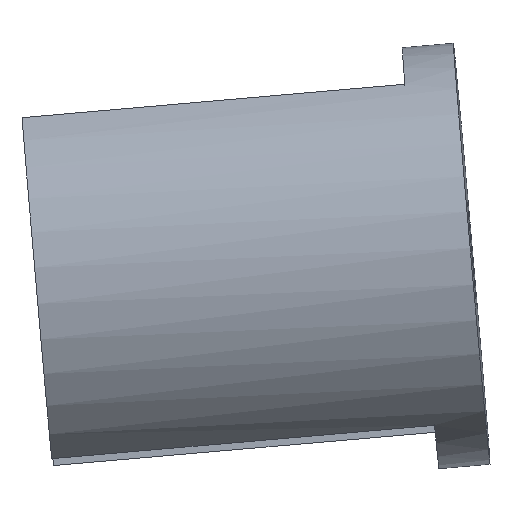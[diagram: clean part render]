
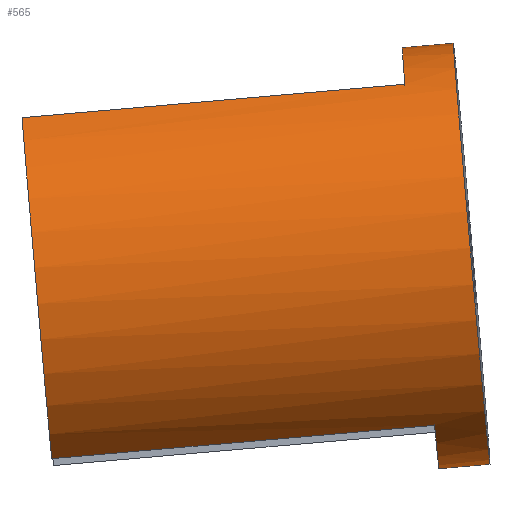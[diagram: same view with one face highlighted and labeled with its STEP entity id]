
A CAD part, top view. The second image highlights one B-rep face of the part: STEP entity #565.
In plain terms, the highlighted cylindrical face has radius 8.25 mm (diameter 16.5 mm), a partial arc.
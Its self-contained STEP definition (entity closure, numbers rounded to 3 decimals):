
#6 = VERTEX_POINT ( 'NONE', #338 ) ;
#11 = CARTESIAN_POINT ( 'NONE',  ( 0., 2., -8.25 ) ) ;
#12 = VERTEX_POINT ( 'NONE', #94 ) ;
#21 = EDGE_CURVE ( 'NONE', #616, #6, #533, .T. ) ;
#23 = CIRCLE ( 'NONE', #112, 8.25 ) ;
#31 = CARTESIAN_POINT ( 'NONE',  ( 0., 2., 8.25 ) ) ;
#53 = CARTESIAN_POINT ( 'NONE',  ( 0., 17., 0. ) ) ;
#81 = DIRECTION ( 'NONE',  ( 0., -1., 0. ) ) ;
#94 = CARTESIAN_POINT ( 'NONE',  ( 0., 0., -8.25 ) ) ;
#99 = EDGE_CURVE ( 'NONE', #562, #182, #100, .T. ) ;
#100 = LINE ( 'NONE', #539, #635 ) ;
#112 = AXIS2_PLACEMENT_3D ( 'NONE', #53, #498, #159 ) ;
#126 = ORIENTED_EDGE ( 'NONE', *, *, #190, .T. ) ;
#152 = EDGE_CURVE ( 'NONE', #6, #179, #199, .T. ) ;
#157 = AXIS2_PLACEMENT_3D ( 'NONE', #215, #596, #249 ) ;
#159 = DIRECTION ( 'NONE',  ( 0., 0., 1. ) ) ;
#160 = CARTESIAN_POINT ( 'NONE',  ( -4.837, 2., -6.683 ) ) ;
#161 = CARTESIAN_POINT ( 'NONE',  ( 0., 0., 8.25 ) ) ;
#169 = EDGE_CURVE ( 'NONE', #562, #616, #23, .T. ) ;
#179 = VERTEX_POINT ( 'NONE', #265 ) ;
#182 = VERTEX_POINT ( 'NONE', #160 ) ;
#185 = LINE ( 'NONE', #31, #242 ) ;
#190 = EDGE_CURVE ( 'NONE', #12, #232, #387, .T. ) ;
#191 = FACE_OUTER_BOUND ( 'NONE', #366, .T. ) ;
#196 = VECTOR ( 'NONE', #501, 1000. ) ;
#199 = CIRCLE ( 'NONE', #308, 8.25 ) ;
#215 = CARTESIAN_POINT ( 'NONE',  ( 0., 0., 0. ) ) ;
#226 = AXIS2_PLACEMENT_3D ( 'NONE', #388, #578, #293 ) ;
#232 = VERTEX_POINT ( 'NONE', #161 ) ;
#234 = ORIENTED_EDGE ( 'NONE', *, *, #448, .F. ) ;
#235 = CARTESIAN_POINT ( 'NONE',  ( -4.837, 17., -6.683 ) ) ;
#241 = CARTESIAN_POINT ( 'NONE',  ( -4.837, 17., 6.683 ) ) ;
#242 = VECTOR ( 'NONE', #81, 1000. ) ;
#246 = CARTESIAN_POINT ( 'NONE',  ( 0., 2., 0. ) ) ;
#249 = DIRECTION ( 'NONE',  ( 0., 0., 1. ) ) ;
#251 = EDGE_CURVE ( 'NONE', #360, #12, #305, .T. ) ;
#257 = VECTOR ( 'NONE', #298, 1000. ) ;
#265 = CARTESIAN_POINT ( 'NONE',  ( 0., 2., 8.25 ) ) ;
#293 = DIRECTION ( 'NONE',  ( 0., 0., -1. ) ) ;
#298 = DIRECTION ( 'NONE',  ( 0., -1., 0. ) ) ;
#305 = LINE ( 'NONE', #11, #196 ) ;
#308 = AXIS2_PLACEMENT_3D ( 'NONE', #246, #449, #532 ) ;
#338 = CARTESIAN_POINT ( 'NONE',  ( -4.837, 2., 6.683 ) ) ;
#340 = CYLINDRICAL_SURFACE ( 'NONE', #226, 8.25 ) ;
#360 = VERTEX_POINT ( 'NONE', #544 ) ;
#366 = EDGE_LOOP ( 'NONE', ( #234, #420, #424, #630, #484, #580, #557, #126 ) ) ;
#387 = CIRCLE ( 'NONE', #157, 8.25 ) ;
#388 = CARTESIAN_POINT ( 'NONE',  ( 0., 2., 0. ) ) ;
#398 = DIRECTION ( 'NONE',  ( 0., -1., 0. ) ) ;
#420 = ORIENTED_EDGE ( 'NONE', *, *, #152, .F. ) ;
#424 = ORIENTED_EDGE ( 'NONE', *, *, #21, .F. ) ;
#448 = EDGE_CURVE ( 'NONE', #179, #232, #185, .T. ) ;
#449 = DIRECTION ( 'NONE',  ( 0., 1., 0. ) ) ;
#475 = CARTESIAN_POINT ( 'NONE',  ( 0., 2., 0. ) ) ;
#484 = ORIENTED_EDGE ( 'NONE', *, *, #99, .T. ) ;
#490 = CARTESIAN_POINT ( 'NONE',  ( -4.837, 17., 6.683 ) ) ;
#498 = DIRECTION ( 'NONE',  ( 0., 1., 0. ) ) ;
#501 = DIRECTION ( 'NONE',  ( 0., -1., 0. ) ) ;
#528 = DIRECTION ( 'NONE',  ( 0., 0., 1. ) ) ;
#532 = DIRECTION ( 'NONE',  ( 0., 0., 1. ) ) ;
#533 = LINE ( 'NONE', #490, #257 ) ;
#539 = CARTESIAN_POINT ( 'NONE',  ( -4.837, 17., -6.683 ) ) ;
#544 = CARTESIAN_POINT ( 'NONE',  ( 0., 2., -8.25 ) ) ;
#547 = EDGE_CURVE ( 'NONE', #360, #182, #575, .T. ) ;
#557 = ORIENTED_EDGE ( 'NONE', *, *, #251, .T. ) ;
#562 = VERTEX_POINT ( 'NONE', #235 ) ;
#565 = ADVANCED_FACE ( 'NONE', ( #191 ), #340, .T. ) ;
#575 = CIRCLE ( 'NONE', #602, 8.25 ) ;
#578 = DIRECTION ( 'NONE',  ( 0., -1., 0. ) ) ;
#580 = ORIENTED_EDGE ( 'NONE', *, *, #547, .F. ) ;
#596 = DIRECTION ( 'NONE',  ( 0., 1., 0. ) ) ;
#602 = AXIS2_PLACEMENT_3D ( 'NONE', #475, #615, #528 ) ;
#615 = DIRECTION ( 'NONE',  ( 0., 1., 0. ) ) ;
#616 = VERTEX_POINT ( 'NONE', #241 ) ;
#630 = ORIENTED_EDGE ( 'NONE', *, *, #169, .F. ) ;
#635 = VECTOR ( 'NONE', #398, 1000. ) ;
